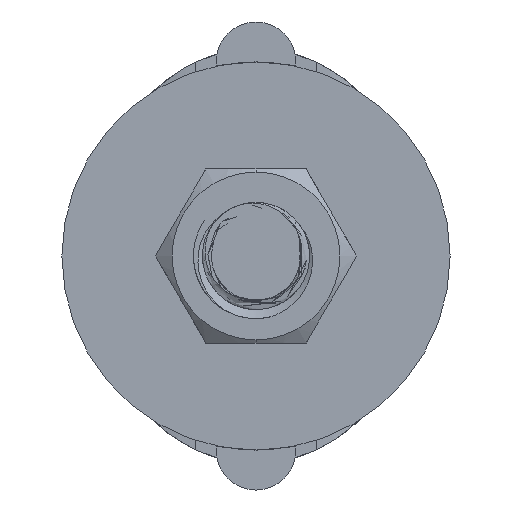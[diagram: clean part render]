
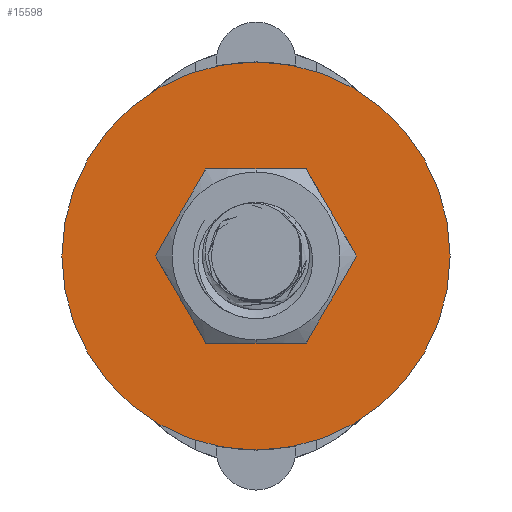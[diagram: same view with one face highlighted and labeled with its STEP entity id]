
A CAD part, front view. The second image highlights one B-rep face of the part: STEP entity #15598.
In plain terms, the highlighted planar face has unit normal (0, -1, 0).
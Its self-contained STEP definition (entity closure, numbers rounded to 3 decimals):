
#604 = AXIS2_PLACEMENT_3D ( 'NONE', #7539, #10879, #18922 ) ;
#1119 = CARTESIAN_POINT ( 'NONE',  ( 0., -5.2, -4.5 ) ) ;
#1622 = FACE_BOUND ( 'NONE', #2903, .T. ) ;
#1953 = CARTESIAN_POINT ( 'NONE',  ( 0., -5.2, 14.5 ) ) ;
#2903 = EDGE_LOOP ( 'NONE', ( #5450, #16385 ) ) ;
#3544 = CIRCLE ( 'NONE', #15215, 4.5 ) ;
#3913 = DIRECTION ( 'NONE',  ( 0., 0., 1. ) ) ;
#4111 = DIRECTION ( 'NONE',  ( 0., 1., 0. ) ) ;
#5067 = EDGE_LOOP ( 'NONE', ( #12348, #15040 ) ) ;
#5362 = CARTESIAN_POINT ( 'NONE',  ( 0., -5.2, 0. ) ) ;
#5450 = ORIENTED_EDGE ( 'NONE', *, *, #8964, .T. ) ;
#5679 = CARTESIAN_POINT ( 'NONE',  ( 0., -5.2, 4.5 ) ) ;
#6135 = CARTESIAN_POINT ( 'NONE',  ( 0., -5.2, 0. ) ) ;
#6387 = EDGE_CURVE ( 'NONE', #10579, #7726, #13152, .T. ) ;
#7539 = CARTESIAN_POINT ( 'NONE',  ( 0., -5.2, 0. ) ) ;
#7621 = DIRECTION ( 'NONE',  ( 0., 0., 1. ) ) ;
#7726 = VERTEX_POINT ( 'NONE', #1953 ) ;
#8233 = CIRCLE ( 'NONE', #9883, 4.5 ) ;
#8621 = CARTESIAN_POINT ( 'NONE',  ( 0., -5.2, 0. ) ) ;
#8817 = EDGE_CURVE ( 'NONE', #20054, #9240, #8233, .T. ) ;
#8964 = EDGE_CURVE ( 'NONE', #9240, #20054, #3544, .T. ) ;
#9232 = CIRCLE ( 'NONE', #604, 14.5 ) ;
#9240 = VERTEX_POINT ( 'NONE', #5679 ) ;
#9541 = CARTESIAN_POINT ( 'NONE',  ( 0., -5.2, 0. ) ) ;
#9883 = AXIS2_PLACEMENT_3D ( 'NONE', #8621, #4111, #3913 ) ;
#9904 = AXIS2_PLACEMENT_3D ( 'NONE', #9541, #14127, #15800 ) ;
#10385 = DIRECTION ( 'NONE',  ( 0., 1., 0. ) ) ;
#10579 = VERTEX_POINT ( 'NONE', #17411 ) ;
#10879 = DIRECTION ( 'NONE',  ( 0., 1., 0. ) ) ;
#12348 = ORIENTED_EDGE ( 'NONE', *, *, #18524, .F. ) ;
#12673 = FACE_OUTER_BOUND ( 'NONE', #5067, .T. ) ;
#13152 = CIRCLE ( 'NONE', #14163, 14.5 ) ;
#14127 = DIRECTION ( 'NONE',  ( 0., 1., 0. ) ) ;
#14163 = AXIS2_PLACEMENT_3D ( 'NONE', #5362, #10385, #16740 ) ;
#15040 = ORIENTED_EDGE ( 'NONE', *, *, #6387, .F. ) ;
#15215 = AXIS2_PLACEMENT_3D ( 'NONE', #6135, #15428, #7621 ) ;
#15428 = DIRECTION ( 'NONE',  ( 0., 1., 0. ) ) ;
#15598 = ADVANCED_FACE ( 'NONE', ( #1622, #12673 ), #18961, .F. ) ;
#15800 = DIRECTION ( 'NONE',  ( 0., 0., 1. ) ) ;
#16385 = ORIENTED_EDGE ( 'NONE', *, *, #8817, .T. ) ;
#16740 = DIRECTION ( 'NONE',  ( 0., 0., 1. ) ) ;
#17411 = CARTESIAN_POINT ( 'NONE',  ( 0., -5.2, -14.5 ) ) ;
#18524 = EDGE_CURVE ( 'NONE', #7726, #10579, #9232, .T. ) ;
#18922 = DIRECTION ( 'NONE',  ( 0., 0., 1. ) ) ;
#18961 = PLANE ( 'NONE',  #9904 ) ;
#20054 = VERTEX_POINT ( 'NONE', #1119 ) ;
